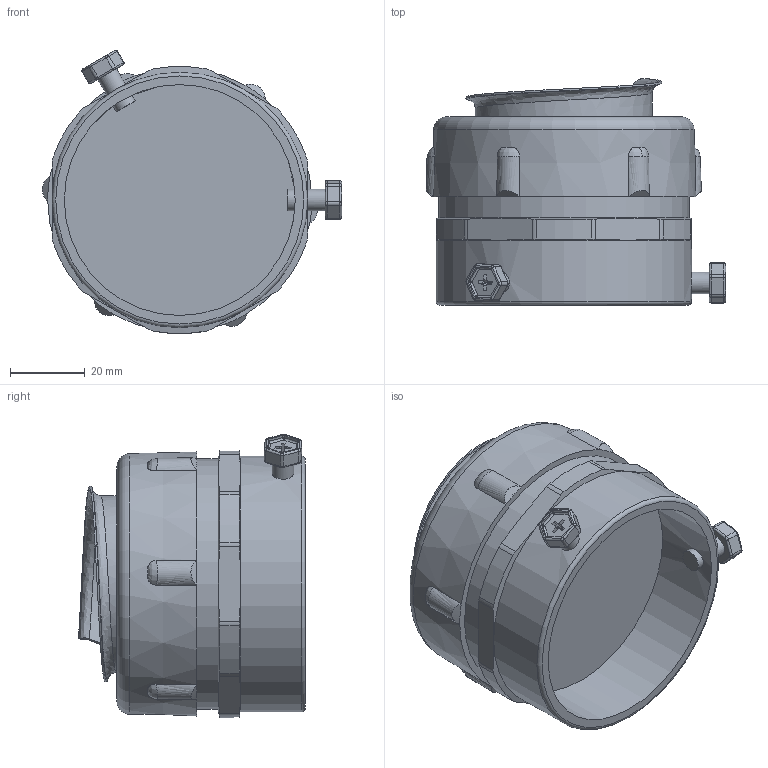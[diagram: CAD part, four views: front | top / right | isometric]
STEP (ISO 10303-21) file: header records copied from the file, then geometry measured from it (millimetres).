
FILE_DESCRIPTION(/* description */ (''),/* implementation_level */ '2;1');
FILE_NAME(/* name */ '',/* time_stamp */ '2025-06-05T09:21:47+07:00',/* author */ ('zeta-82'),/* organization */ (''),/* preprocessor_version */ 'ST-DEVELOPER v19.2',/* originating_system */ 'Autodesk Inventor 2024',/* authorisation */ '');
FILE_SCHEMA (('AUTOMOTIVE_DESIGN { 1 0 10303 214 3 1 1 }'));
Length unit declared in the file: millimetre
Products named in the file (1): МТ-50
Bounding box: 80.24 x 60.79 x 76 mm (x, y, z)
Volume: 131990.5 mm3; surface area: 27685.9 mm2
Topology: 7 solids, 7 shells, 288 faces, 696 edges, 426 vertices
Faces by surface type: cylinder 121, plane 72, bspline 66, cone 14, sphere 12, torus 3
Full cylindrical faces by diameter (mm): 5.8 x4, 46.4 x1, 47.4 x1, 60 x1, 61.9 x1, 67.2 x1, 68.5 x1
Entity records: 10880 total; most frequent: CARTESIAN_POINT 4060, ORIENTED_EDGE 1386, DIRECTION 1310, EDGE_CURVE 693, AXIS2_PLACEMENT_3D 505, VERTEX_POINT 431, LINE 300, VECTOR 300
